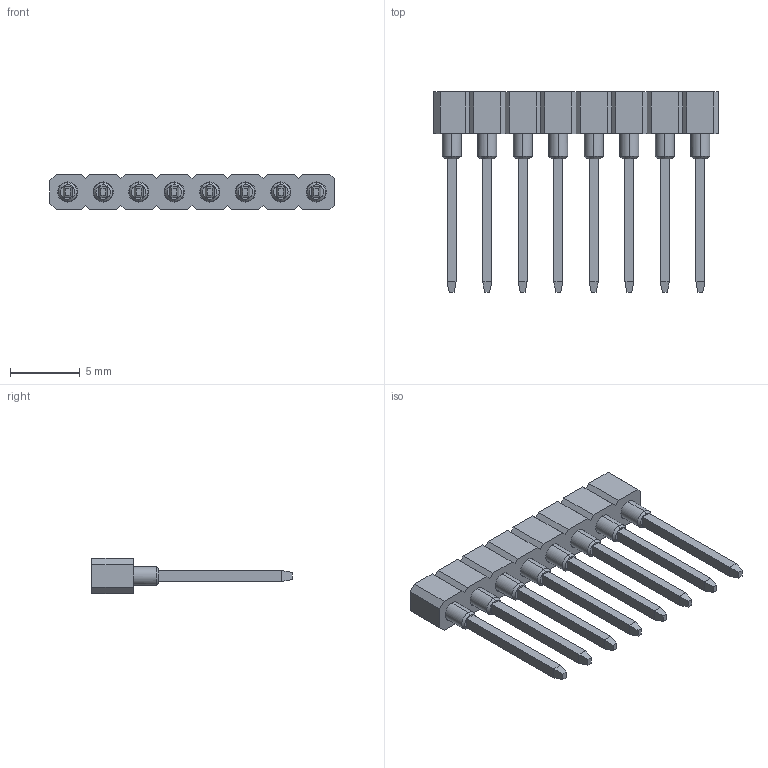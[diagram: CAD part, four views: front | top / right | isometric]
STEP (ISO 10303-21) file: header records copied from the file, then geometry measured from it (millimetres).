
FILE_DESCRIPTION( ('This file contains a STEP AP42 implementation' ,'as created by ZW3D STEP Interface translator.') ,'2;1' );
FILE_NAME( '3520-301XXSXX143X1.stp' ,'231016.141611', (''), ('ZWCAD Software Co.'), 'Version 1.0', 'ZW3D to STEP translator', '' );
FILE_SCHEMA(('AUTOMOTIVE_DESIGN { 1 0 10303 214 1 1 1 1 }'));
Length unit declared in the file: millimetre
Products named in the file (2): 0; 3520-301xxsxx178x1_asm1
Bounding box: 20.32 x 14.34 x 2.54 mm (x, y, z)
Volume: 174.9 mm3; surface area: 855.1 mm2
Topology: 1 solids, 9 shells, 604 faces, 1494 edges, 932 vertices
Faces by surface type: plane 300, cylinder 152, cone 120, bspline 32
Full cylindrical faces by diameter (mm): 1.45 x16, 1.88 x8
Entity records: 20594 total; most frequent: CARTESIAN_POINT 6271, ORIENTED_EDGE 2940, DIRECTION 2672, EDGE_CURVE 1470, AXIS2_PLACEMENT_3D 1013, VERTEX_POINT 932, EDGE_LOOP 668, VECTOR 646
